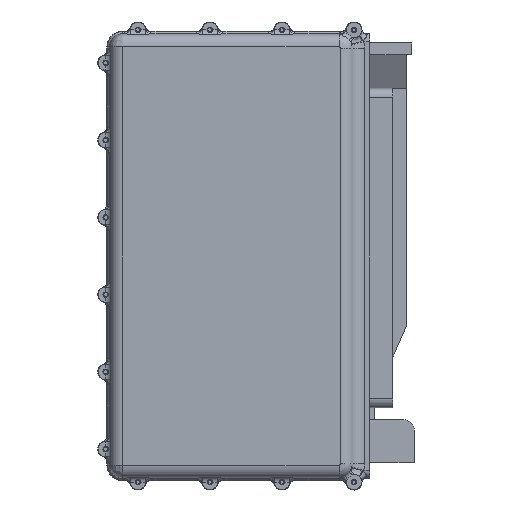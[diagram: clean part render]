
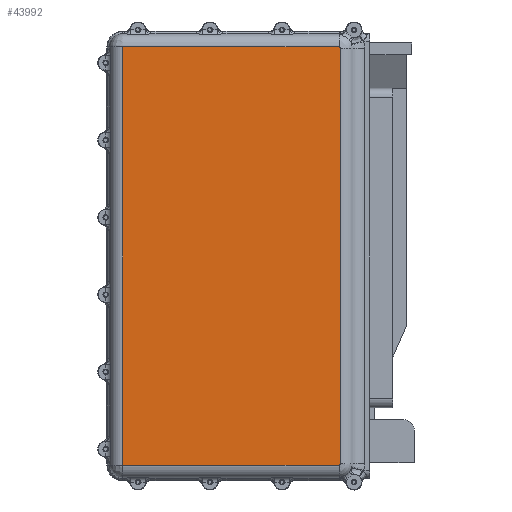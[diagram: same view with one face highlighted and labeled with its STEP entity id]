
A CAD part, left-side view. The second image highlights one B-rep face of the part: STEP entity #43992.
In plain terms, the highlighted face is planar.
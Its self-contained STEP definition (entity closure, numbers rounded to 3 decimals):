
#37719=AXIS2_PLACEMENT_3D('Circle Axis2P3D',#37717,#37718,$) ;
#43961=AXIS2_PLACEMENT_3D('Plane Axis2P3D',#43958,#43959,#43960) ;
#34975=CARTESIAN_POINT('Vertex',(9.5,94.3,79.85)) ;
#34980=CARTESIAN_POINT('Line Origine',(9.5,94.3,0.)) ;
#34984=CARTESIAN_POINT('Vertex',(9.5,94.3,-79.85)) ;
#37714=CARTESIAN_POINT('Vertex',(9.5,11.17,79.35)) ;
#37717=CARTESIAN_POINT('Axis2P3D Location',(9.5,11.67,79.35)) ;
#37721=CARTESIAN_POINT('Vertex',(9.5,11.67,79.85)) ;
#37752=CARTESIAN_POINT('Vertex',(9.5,11.17,-79.35)) ;
#37757=CARTESIAN_POINT('Line Origine',(9.5,11.17,0.)) ;
#42199=CARTESIAN_POINT('Line Origine',(9.5,52.985,79.85)) ;
#43958=CARTESIAN_POINT('Axis2P3D Location',(9.5,0.,-86.35)) ;
#43963=CARTESIAN_POINT('Line Origine',(9.5,52.985,-79.85)) ;
#43967=CARTESIAN_POINT('Vertex',(9.5,11.67,-79.85)) ;
#43971=CARTESIAN_POINT('Control Point',(9.5,11.67,-79.85)) ;
#43972=CARTESIAN_POINT('Control Point',(9.5,11.607,-79.85)) ;
#43973=CARTESIAN_POINT('Control Point',(9.5,11.544,-79.84)) ;
#43974=CARTESIAN_POINT('Control Point',(9.5,11.483,-79.82)) ;
#43975=CARTESIAN_POINT('Control Point',(9.5,11.37,-79.762)) ;
#43976=CARTESIAN_POINT('Control Point',(9.5,11.28,-79.673)) ;
#43977=CARTESIAN_POINT('Control Point',(9.5,11.242,-79.621)) ;
#43978=CARTESIAN_POINT('Control Point',(9.5,11.199,-79.536)) ;
#43979=CARTESIAN_POINT('Control Point',(9.5,11.177,-79.444)) ;
#43980=CARTESIAN_POINT('Control Point',(9.5,11.172,-79.413)) ;
#43981=CARTESIAN_POINT('Control Point',(9.5,11.17,-79.381)) ;
#43982=CARTESIAN_POINT('Control Point',(9.5,11.17,-79.35)) ;
#34981=DIRECTION('Vector Direction',(0.,0.,1.)) ;
#37718=DIRECTION('Axis2P3D Direction',(1.,0.,0.)) ;
#37758=DIRECTION('Vector Direction',(0.,0.,-1.)) ;
#42200=DIRECTION('Vector Direction',(0.,-1.,0.)) ;
#43959=DIRECTION('Axis2P3D Direction',(1.,0.,0.)) ;
#43960=DIRECTION('Axis2P3D XDirection',(0.,1.,0.)) ;
#43964=DIRECTION('Vector Direction',(0.,-1.,0.)) ;
#34982=VECTOR('Line Direction',#34981,1.) ;
#37759=VECTOR('Line Direction',#37758,1.) ;
#42201=VECTOR('Line Direction',#42200,1.) ;
#43965=VECTOR('Line Direction',#43964,1.) ;
#43985=ORIENTED_EDGE('',*,*,#43969,.T.) ;
#43986=ORIENTED_EDGE('',*,*,#34986,.T.) ;
#43987=ORIENTED_EDGE('',*,*,#42203,.T.) ;
#43988=ORIENTED_EDGE('',*,*,#37723,.T.) ;
#43989=ORIENTED_EDGE('',*,*,#37761,.T.) ;
#43990=ORIENTED_EDGE('',*,*,#43983,.T.) ;
#43992=ADVANCED_FACE('LFR-269-01 F88 ECU Case - Base - DUMB SOLID',(#43991),#43962,.T.) ;
#43970=B_SPLINE_CURVE_WITH_KNOTS('',5,(#43971,#43972,#43973,#43974,#43975,#43976,#43977,#43978,#43979,#43980,#43981,#43982),.UNSPECIFIED.,.F.,.U.,(6,3,3,6),(0.,0.444,0.889,1.11),.UNSPECIFIED.) ;
#37720=CIRCLE('generated circle',#37719,0.5) ;
#34986=EDGE_CURVE('',#34985,#34976,#34983,.T.) ;
#37723=EDGE_CURVE('',#37722,#37715,#37720,.T.) ;
#37761=EDGE_CURVE('',#37715,#37753,#37760,.T.) ;
#42203=EDGE_CURVE('',#34976,#37722,#42202,.T.) ;
#43969=EDGE_CURVE('',#43968,#34985,#43966,.F.) ;
#43983=EDGE_CURVE('',#37753,#43968,#43970,.F.) ;
#43984=EDGE_LOOP('',(#43985,#43986,#43987,#43988,#43989,#43990)) ;
#43991=FACE_OUTER_BOUND('',#43984,.T.) ;
#34983=LINE('Line',#34980,#34982) ;
#37760=LINE('Line',#37757,#37759) ;
#42202=LINE('Line',#42199,#42201) ;
#43966=LINE('Line',#43963,#43965) ;
#43962=PLANE('Plane',#43961) ;
#34976=VERTEX_POINT('',#34975) ;
#34985=VERTEX_POINT('',#34984) ;
#37715=VERTEX_POINT('',#37714) ;
#37722=VERTEX_POINT('',#37721) ;
#37753=VERTEX_POINT('',#37752) ;
#43968=VERTEX_POINT('',#43967) ;
